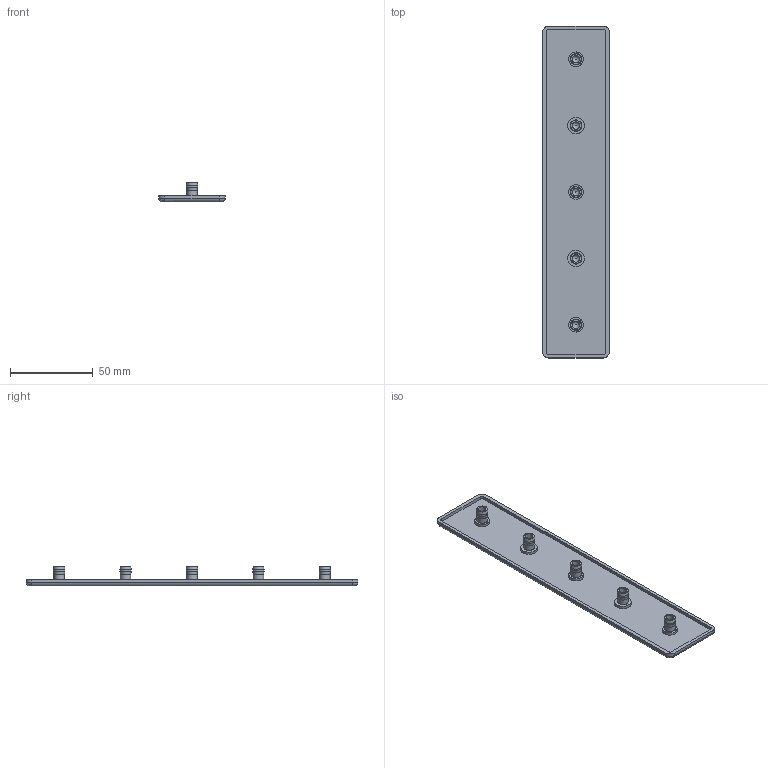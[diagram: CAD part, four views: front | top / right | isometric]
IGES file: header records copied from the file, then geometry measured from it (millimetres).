
Global section: file name: SZ0014S_A; native system: Autodesk Inventor 2015; preprocessor: unknown; author: M. Kaa; date: 20151125.102625; units: millimetre
Bounding box: 40 x 200 x 12 mm (x, y, z)
Volume: 18707.2 mm3; surface area: 19934.9 mm2
Topology: 1 solids, 1 shells, 77 faces, 196 edges, 137 vertices
Faces by surface type: bspline 77
